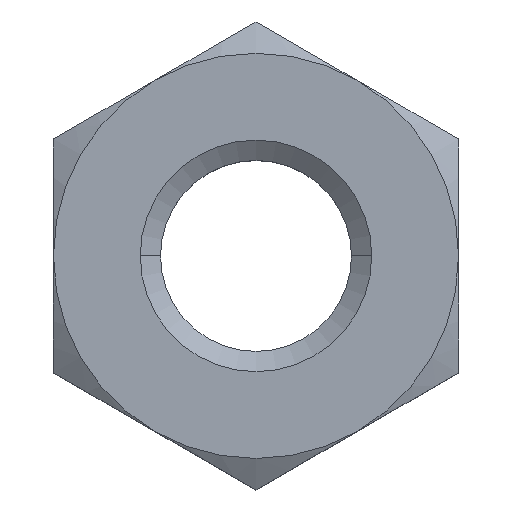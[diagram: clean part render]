
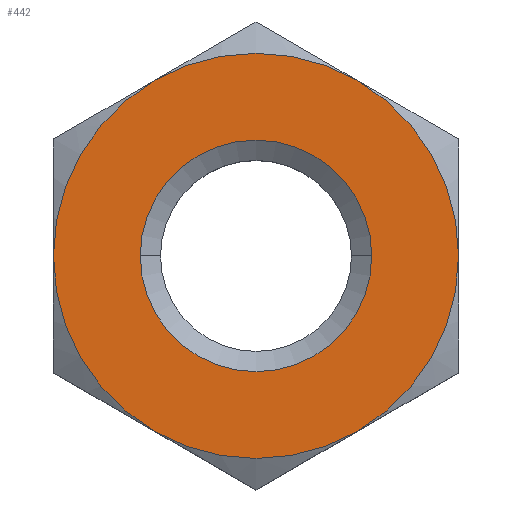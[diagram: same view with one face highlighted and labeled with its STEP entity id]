
A CAD part, top view. The second image highlights one B-rep face of the part: STEP entity #442.
In plain terms, the highlighted planar face has unit normal (0, 0, 1).
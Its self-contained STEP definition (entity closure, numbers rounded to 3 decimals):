
#6 = ORIENTED_EDGE ( 'NONE', *, *, #347, .F. ) ;
#10 = ORIENTED_EDGE ( 'NONE', *, *, #734, .F. ) ;
#20 = ORIENTED_EDGE ( 'NONE', *, *, #580, .F. ) ;
#45 = DIRECTION ( 'NONE',  ( -1., 0., 0. ) ) ;
#49 = AXIS2_PLACEMENT_3D ( 'NONE', #275, #140, #617 ) ;
#62 = AXIS2_PLACEMENT_3D ( 'NONE', #226, #714, #738 ) ;
#65 = EDGE_CURVE ( 'NONE', #879, #370, #735, .T. ) ;
#70 = ORIENTED_EDGE ( 'NONE', *, *, #774, .F. ) ;
#76 = CIRCLE ( 'NONE', #533, 3.5 ) ;
#86 = CIRCLE ( 'NONE', #62, 3.5 ) ;
#87 = AXIS2_PLACEMENT_3D ( 'NONE', #350, #148, #359 ) ;
#125 = ORIENTED_EDGE ( 'NONE', *, *, #469, .F. ) ;
#128 = CIRCLE ( 'NONE', #710, 3.5 ) ;
#140 = DIRECTION ( 'NONE',  ( 0., 0., -1. ) ) ;
#148 = DIRECTION ( 'NONE',  ( 0., 0., 1. ) ) ;
#152 = EDGE_LOOP ( 'NONE', ( #264, #20, #6, #70, #552, #220 ) ) ;
#159 = CARTESIAN_POINT ( 'NONE',  ( 3.5, 0., 0. ) ) ;
#192 = VERTEX_POINT ( 'NONE', #311 ) ;
#220 = ORIENTED_EDGE ( 'NONE', *, *, #65, .F. ) ;
#224 = CARTESIAN_POINT ( 'NONE',  ( 0., 4.041, 0. ) ) ;
#226 = CARTESIAN_POINT ( 'NONE',  ( 0., 0., 0. ) ) ;
#229 = FACE_OUTER_BOUND ( 'NONE', #152, .T. ) ;
#234 = AXIS2_PLACEMENT_3D ( 'NONE', #287, #776, #437 ) ;
#245 = AXIS2_PLACEMENT_3D ( 'NONE', #335, #819, #674 ) ;
#250 = CARTESIAN_POINT ( 'NONE',  ( 2., 0., 0. ) ) ;
#264 = ORIENTED_EDGE ( 'NONE', *, *, #325, .F. ) ;
#267 = PLANE ( 'NONE',  #667 ) ;
#272 = CARTESIAN_POINT ( 'NONE',  ( 1.75, 3.031, 0. ) ) ;
#275 = CARTESIAN_POINT ( 'NONE',  ( 0., 0., 0. ) ) ;
#283 = DIRECTION ( 'NONE',  ( -1., 0., 0. ) ) ;
#287 = CARTESIAN_POINT ( 'NONE',  ( 0., 0., 0. ) ) ;
#311 = CARTESIAN_POINT ( 'NONE',  ( 1.75, -3.031, 0. ) ) ;
#317 = CIRCLE ( 'NONE', #245, 3.5 ) ;
#321 = CIRCLE ( 'NONE', #234, 3.5 ) ;
#325 = EDGE_CURVE ( 'NONE', #504, #879, #76, .T. ) ;
#333 = VERTEX_POINT ( 'NONE', #622 ) ;
#335 = CARTESIAN_POINT ( 'NONE',  ( 0., 0., 0. ) ) ;
#347 = EDGE_CURVE ( 'NONE', #192, #333, #128, .T. ) ;
#350 = CARTESIAN_POINT ( 'NONE',  ( 0., 0., 0. ) ) ;
#353 = VERTEX_POINT ( 'NONE', #757 ) ;
#359 = DIRECTION ( 'NONE',  ( 1., 0., 0. ) ) ;
#370 = VERTEX_POINT ( 'NONE', #272 ) ;
#371 = CARTESIAN_POINT ( 'NONE',  ( -1.75, 3.031, 0. ) ) ;
#416 = CARTESIAN_POINT ( 'NONE',  ( 0., 0., 0. ) ) ;
#434 = CARTESIAN_POINT ( 'NONE',  ( -3.5, 0., 0. ) ) ;
#437 = DIRECTION ( 'NONE',  ( 1., 0., 0. ) ) ;
#442 = ADVANCED_FACE ( 'NONE', ( #229, #523 ), #267, .F. ) ;
#449 = EDGE_CURVE ( 'NONE', #450, #370, #321, .T. ) ;
#450 = VERTEX_POINT ( 'NONE', #159 ) ;
#469 = EDGE_CURVE ( 'NONE', #760, #353, #861, .T. ) ;
#498 = DIRECTION ( 'NONE',  ( 0., 0., -1. ) ) ;
#504 = VERTEX_POINT ( 'NONE', #434 ) ;
#507 = CIRCLE ( 'NONE', #562, 2. ) ;
#523 = FACE_BOUND ( 'NONE', #532, .T. ) ;
#532 = EDGE_LOOP ( 'NONE', ( #125, #10 ) ) ;
#533 = AXIS2_PLACEMENT_3D ( 'NONE', #416, #578, #45 ) ;
#547 = CARTESIAN_POINT ( 'NONE',  ( 0., 0., 0. ) ) ;
#552 = ORIENTED_EDGE ( 'NONE', *, *, #449, .T. ) ;
#562 = AXIS2_PLACEMENT_3D ( 'NONE', #711, #700, #633 ) ;
#578 = DIRECTION ( 'NONE',  ( 0., 0., -1. ) ) ;
#580 = EDGE_CURVE ( 'NONE', #333, #504, #317, .T. ) ;
#617 = DIRECTION ( 'NONE',  ( -1., 0., 0. ) ) ;
#622 = CARTESIAN_POINT ( 'NONE',  ( -1.75, -3.031, 0. ) ) ;
#633 = DIRECTION ( 'NONE',  ( 1., 0., 0. ) ) ;
#667 = AXIS2_PLACEMENT_3D ( 'NONE', #224, #498, #283 ) ;
#674 = DIRECTION ( 'NONE',  ( -1., 0., 0. ) ) ;
#684 = DIRECTION ( 'NONE',  ( 0., 0., -1. ) ) ;
#700 = DIRECTION ( 'NONE',  ( 0., 0., 1. ) ) ;
#710 = AXIS2_PLACEMENT_3D ( 'NONE', #547, #684, #832 ) ;
#711 = CARTESIAN_POINT ( 'NONE',  ( 0., 0., 0. ) ) ;
#714 = DIRECTION ( 'NONE',  ( 0., 0., -1. ) ) ;
#734 = EDGE_CURVE ( 'NONE', #353, #760, #507, .T. ) ;
#735 = CIRCLE ( 'NONE', #49, 3.5 ) ;
#738 = DIRECTION ( 'NONE',  ( -1., 0., 0. ) ) ;
#757 = CARTESIAN_POINT ( 'NONE',  ( -2., 0., 0. ) ) ;
#760 = VERTEX_POINT ( 'NONE', #250 ) ;
#774 = EDGE_CURVE ( 'NONE', #450, #192, #86, .T. ) ;
#776 = DIRECTION ( 'NONE',  ( 0., 0., 1. ) ) ;
#819 = DIRECTION ( 'NONE',  ( 0., 0., -1. ) ) ;
#832 = DIRECTION ( 'NONE',  ( -1., 0., 0. ) ) ;
#861 = CIRCLE ( 'NONE', #87, 2. ) ;
#879 = VERTEX_POINT ( 'NONE', #371 ) ;
